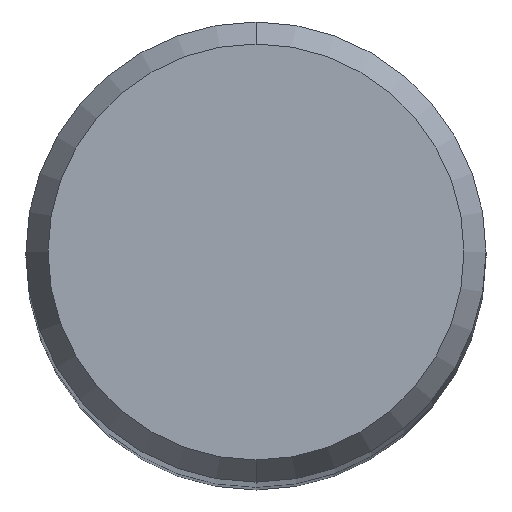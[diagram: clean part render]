
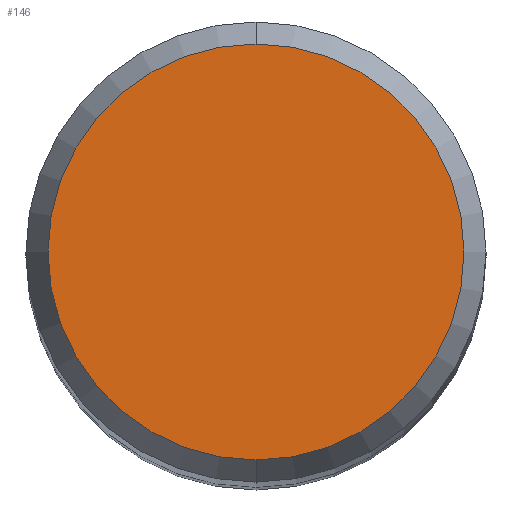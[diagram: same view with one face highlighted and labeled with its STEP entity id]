
A CAD part, top view. The second image highlights one B-rep face of the part: STEP entity #146.
In plain terms, the highlighted planar face has unit normal (0, 0, 1).
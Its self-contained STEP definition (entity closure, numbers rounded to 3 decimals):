
#112=VERTEX_POINT('',#250);
#122=EDGE_CURVE('',#112,#150,#262,.T.);
#146=ADVANCED_FACE('',(#289),#290,.T.);
#150=VERTEX_POINT('',#294);
#160=EDGE_CURVE('',#150,#112,#306,.T.);
#250=CARTESIAN_POINT('',(0.,-2.158,0.01));
#262=CIRCLE('',#415,2.158);
#289=FACE_OUTER_BOUND('',#449,.T.);
#290=PLANE('',#450);
#294=CARTESIAN_POINT('',(0.0,2.158,0.01));
#306=CIRCLE('',#467,2.158);
#415=AXIS2_PLACEMENT_3D('',#579,#580,#581);
#449=EDGE_LOOP('',(#610,#611));
#450=AXIS2_PLACEMENT_3D('',#612,#613,#614);
#467=AXIS2_PLACEMENT_3D('',#633,#634,#635);
#579=CARTESIAN_POINT('',(0.0,0.0,0.01));
#580=DIRECTION('',(0.0,0.0,-1.0));
#581=DIRECTION('',(0.0,1.0,0.0));
#610=ORIENTED_EDGE('',*,*,#160,.F.);
#611=ORIENTED_EDGE('',*,*,#122,.F.);
#612=CARTESIAN_POINT('',(0.0,1.079,0.01));
#613=DIRECTION('',(-0.0,0.0,1.0));
#614=DIRECTION('',(0.0,-1.0,0.0));
#633=CARTESIAN_POINT('',(0.0,0.0,0.01));
#634=DIRECTION('',(0.0,0.0,-1.0));
#635=DIRECTION('',(0.0,1.0,0.0));
